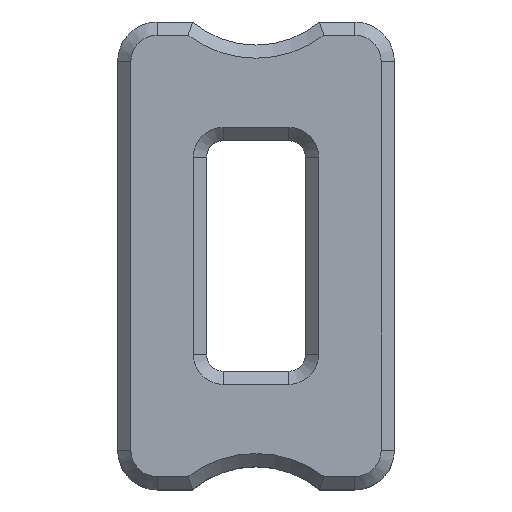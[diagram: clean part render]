
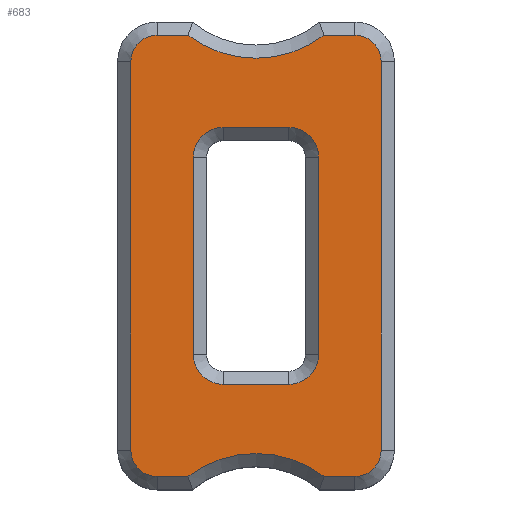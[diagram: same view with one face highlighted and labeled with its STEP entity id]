
A CAD part, top view. The second image highlights one B-rep face of the part: STEP entity #683.
In plain terms, the highlighted planar face has unit normal (0, 0, 1).
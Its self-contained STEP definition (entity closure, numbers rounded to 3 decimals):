
#19=FACE_BOUND('',#126,.T.);
#31=CIRCLE('',#729,9.);
#33=CIRCLE('',#733,9.);
#35=CIRCLE('',#737,9.);
#37=CIRCLE('',#741,9.);
#41=CIRCLE('',#750,34.);
#42=CIRCLE('',#751,8.);
#43=CIRCLE('',#752,8.);
#44=CIRCLE('',#753,34.);
#45=CIRCLE('',#754,8.);
#46=CIRCLE('',#755,8.);
#83=FACE_OUTER_BOUND('',#125,.T.);
#125=EDGE_LOOP('',(#497,#498,#499,#500,#501,#502,#503,#504,#505,#506,#507,
#508));
#126=EDGE_LOOP('',(#509,#510,#511,#512,#513,#514,#515,#516));
#158=LINE('',#1017,#224);
#163=LINE('',#1031,#229);
#167=LINE('',#1043,#233);
#171=LINE('',#1055,#237);
#180=LINE('',#1083,#246);
#181=LINE('',#1087,#247);
#182=LINE('',#1091,#248);
#183=LINE('',#1095,#249);
#184=LINE('',#1099,#250);
#185=LINE('',#1102,#251);
#224=VECTOR('',#804,10.);
#229=VECTOR('',#817,10.);
#233=VECTOR('',#829,10.);
#237=VECTOR('',#841,10.);
#246=VECTOR('',#872,10.);
#247=VECTOR('',#875,10.);
#248=VECTOR('',#878,10.);
#249=VECTOR('',#881,10.);
#250=VECTOR('',#884,10.);
#251=VECTOR('',#887,10.);
#290=VERTEX_POINT('',#1014);
#291=VERTEX_POINT('',#1016);
#294=VERTEX_POINT('',#1023);
#296=VERTEX_POINT('',#1029);
#298=VERTEX_POINT('',#1035);
#300=VERTEX_POINT('',#1041);
#302=VERTEX_POINT('',#1047);
#304=VERTEX_POINT('',#1053);
#310=VERTEX_POINT('',#1079);
#311=VERTEX_POINT('',#1080);
#312=VERTEX_POINT('',#1082);
#313=VERTEX_POINT('',#1084);
#314=VERTEX_POINT('',#1086);
#315=VERTEX_POINT('',#1088);
#316=VERTEX_POINT('',#1090);
#317=VERTEX_POINT('',#1092);
#318=VERTEX_POINT('',#1094);
#319=VERTEX_POINT('',#1096);
#320=VERTEX_POINT('',#1098);
#321=VERTEX_POINT('',#1100);
#350=EDGE_CURVE('',#290,#291,#158,.T.);
#354=EDGE_CURVE('',#294,#290,#31,.T.);
#357=EDGE_CURVE('',#296,#294,#163,.T.);
#360=EDGE_CURVE('',#298,#296,#33,.T.);
#363=EDGE_CURVE('',#300,#298,#167,.T.);
#366=EDGE_CURVE('',#302,#300,#35,.T.);
#369=EDGE_CURVE('',#304,#302,#171,.T.);
#371=EDGE_CURVE('',#291,#304,#37,.T.);
#382=EDGE_CURVE('',#310,#311,#41,.T.);
#383=EDGE_CURVE('',#312,#310,#180,.T.);
#384=EDGE_CURVE('',#313,#312,#42,.T.);
#385=EDGE_CURVE('',#314,#313,#181,.T.);
#386=EDGE_CURVE('',#315,#314,#43,.T.);
#387=EDGE_CURVE('',#316,#315,#182,.T.);
#388=EDGE_CURVE('',#317,#316,#44,.T.);
#389=EDGE_CURVE('',#318,#317,#183,.T.);
#390=EDGE_CURVE('',#319,#318,#45,.T.);
#391=EDGE_CURVE('',#320,#319,#184,.T.);
#392=EDGE_CURVE('',#321,#320,#46,.T.);
#393=EDGE_CURVE('',#311,#321,#185,.T.);
#497=ORIENTED_EDGE('',*,*,#382,.F.);
#498=ORIENTED_EDGE('',*,*,#383,.F.);
#499=ORIENTED_EDGE('',*,*,#384,.F.);
#500=ORIENTED_EDGE('',*,*,#385,.F.);
#501=ORIENTED_EDGE('',*,*,#386,.F.);
#502=ORIENTED_EDGE('',*,*,#387,.F.);
#503=ORIENTED_EDGE('',*,*,#388,.F.);
#504=ORIENTED_EDGE('',*,*,#389,.F.);
#505=ORIENTED_EDGE('',*,*,#390,.F.);
#506=ORIENTED_EDGE('',*,*,#391,.F.);
#507=ORIENTED_EDGE('',*,*,#392,.F.);
#508=ORIENTED_EDGE('',*,*,#393,.F.);
#509=ORIENTED_EDGE('',*,*,#350,.F.);
#510=ORIENTED_EDGE('',*,*,#354,.F.);
#511=ORIENTED_EDGE('',*,*,#357,.F.);
#512=ORIENTED_EDGE('',*,*,#360,.F.);
#513=ORIENTED_EDGE('',*,*,#363,.F.);
#514=ORIENTED_EDGE('',*,*,#366,.F.);
#515=ORIENTED_EDGE('',*,*,#369,.F.);
#516=ORIENTED_EDGE('',*,*,#371,.F.);
#655=PLANE('',#749);
#683=ADVANCED_FACE('',(#83,#19),#655,.T.);
#729=AXIS2_PLACEMENT_3D('',#1025,#810,#811);
#733=AXIS2_PLACEMENT_3D('',#1037,#822,#823);
#737=AXIS2_PLACEMENT_3D('',#1049,#834,#835);
#741=AXIS2_PLACEMENT_3D('',#1058,#845,#846);
#749=AXIS2_PLACEMENT_3D('',#1078,#868,#869);
#750=AXIS2_PLACEMENT_3D('',#1081,#870,#871);
#751=AXIS2_PLACEMENT_3D('',#1085,#873,#874);
#752=AXIS2_PLACEMENT_3D('',#1089,#876,#877);
#753=AXIS2_PLACEMENT_3D('',#1093,#879,#880);
#754=AXIS2_PLACEMENT_3D('',#1097,#882,#883);
#755=AXIS2_PLACEMENT_3D('',#1101,#885,#886);
#804=DIRECTION('',(0.,1.,0.));
#810=DIRECTION('center_axis',(0.,0.,1.));
#811=DIRECTION('ref_axis',(0.,-1.,0.));
#817=DIRECTION('',(1.,0.,0.));
#822=DIRECTION('center_axis',(0.,0.,1.));
#823=DIRECTION('ref_axis',(-1.,0.,0.));
#829=DIRECTION('',(0.,-1.,0.));
#834=DIRECTION('center_axis',(0.,0.,1.));
#835=DIRECTION('ref_axis',(0.,1.,0.));
#841=DIRECTION('',(-1.,0.,0.));
#845=DIRECTION('center_axis',(0.,0.,1.));
#846=DIRECTION('ref_axis',(1.,0.,0.));
#868=DIRECTION('center_axis',(0.,0.,1.));
#869=DIRECTION('ref_axis',(1.,0.,0.));
#870=DIRECTION('center_axis',(0.,0.,1.));
#871=DIRECTION('ref_axis',(0.642,0.767,0.));
#872=DIRECTION('',(-1.,0.,0.));
#873=DIRECTION('center_axis',(0.,0.,-1.));
#874=DIRECTION('ref_axis',(0.,-1.,0.));
#875=DIRECTION('',(0.,-1.,0.));
#876=DIRECTION('center_axis',(0.,0.,-1.));
#877=DIRECTION('ref_axis',(1.,0.,0.));
#878=DIRECTION('',(1.,0.,0.));
#879=DIRECTION('center_axis',(0.,0.,1.));
#880=DIRECTION('ref_axis',(-0.642,-0.767,0.));
#881=DIRECTION('',(1.,0.,0.));
#882=DIRECTION('center_axis',(0.,0.,-1.));
#883=DIRECTION('ref_axis',(0.,1.,0.));
#884=DIRECTION('',(0.,1.,0.));
#885=DIRECTION('center_axis',(0.,0.,-1.));
#886=DIRECTION('ref_axis',(-1.,0.,0.));
#887=DIRECTION('',(-1.,0.,0.));
#1014=CARTESIAN_POINT('',(19.,-30.,45.));
#1016=CARTESIAN_POINT('',(19.,30.,45.));
#1017=CARTESIAN_POINT('',(19.,15.,45.));
#1023=CARTESIAN_POINT('',(10.,-39.,45.));
#1025=CARTESIAN_POINT('Origin',(10.,-30.,45.));
#1029=CARTESIAN_POINT('',(-10.,-39.,45.));
#1031=CARTESIAN_POINT('',(5.,-39.,45.));
#1035=CARTESIAN_POINT('',(-19.,-30.,45.));
#1037=CARTESIAN_POINT('Origin',(-10.,-30.,45.));
#1041=CARTESIAN_POINT('',(-19.,30.,45.));
#1043=CARTESIAN_POINT('',(-19.,-15.,45.));
#1047=CARTESIAN_POINT('',(-10.,39.,45.));
#1049=CARTESIAN_POINT('Origin',(-10.,30.,45.));
#1053=CARTESIAN_POINT('',(10.,39.,45.));
#1055=CARTESIAN_POINT('',(-5.,39.,45.));
#1058=CARTESIAN_POINT('Origin',(10.,30.,45.));
#1078=CARTESIAN_POINT('Origin',(0.,0.,
45.));
#1079=CARTESIAN_POINT('',(20.664,-67.,45.));
#1080=CARTESIAN_POINT('',(-20.664,-67.,45.));
#1081=CARTESIAN_POINT('Origin',(0.,-94.,45.));
#1082=CARTESIAN_POINT('',(30.,-67.,45.));
#1083=CARTESIAN_POINT('',(9.631,-67.,45.));
#1084=CARTESIAN_POINT('',(38.,-59.,45.));
#1085=CARTESIAN_POINT('Origin',(30.,-59.,45.));
#1086=CARTESIAN_POINT('',(38.,59.,45.));
#1087=CARTESIAN_POINT('',(38.,-29.5,45.));
#1088=CARTESIAN_POINT('',(30.,67.,45.));
#1089=CARTESIAN_POINT('Origin',(30.,59.,45.));
#1090=CARTESIAN_POINT('',(20.664,67.,45.));
#1091=CARTESIAN_POINT('',(15.,67.,45.));
#1092=CARTESIAN_POINT('',(-20.664,67.,45.));
#1093=CARTESIAN_POINT('Origin',(0.,94.,45.));
#1094=CARTESIAN_POINT('',(-30.,67.,45.));
#1095=CARTESIAN_POINT('',(-9.631,67.,45.));
#1096=CARTESIAN_POINT('',(-38.,59.,45.));
#1097=CARTESIAN_POINT('Origin',(-30.,59.,45.));
#1098=CARTESIAN_POINT('',(-38.,-59.,45.));
#1099=CARTESIAN_POINT('',(-38.,29.5,45.));
#1100=CARTESIAN_POINT('',(-30.,-67.,45.));
#1101=CARTESIAN_POINT('Origin',(-30.,-59.,45.));
#1102=CARTESIAN_POINT('',(-15.,-67.,45.));
